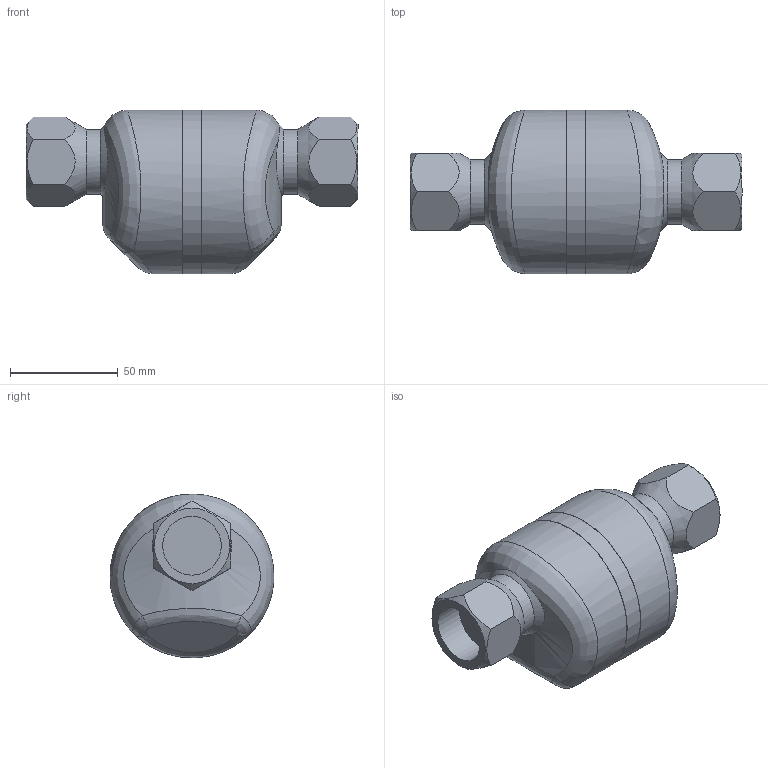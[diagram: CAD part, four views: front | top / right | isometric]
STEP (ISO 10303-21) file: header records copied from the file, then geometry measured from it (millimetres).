
FILE_DESCRIPTION((''),'2;1');
FILE_NAME('ss3v0-020-sw000-00.stp','2009-12-24T16:47:05',('nakaot'),(''),'Autodesk Inventor 2008','Autodesk Inventor 2008','');
FILE_SCHEMA(('AUTOMOTIVE_DESIGN { 1 0 10303 214 1 1 1 1 }'));
Length unit declared in the file: millimetre
Products named in the file (1): ss3v0-020-sw000-00
Bounding box: 154 x 76 x 76 mm (x, y, z)
Volume: 388872.2 mm3; surface area: 42630.7 mm2
Topology: 1 solids, 1 shells, 50 faces, 110 edges, 68 vertices
Faces by surface type: bspline 28, plane 12, cylinder 7, cone 3
Full cylindrical faces by diameter (mm): 27.2 x1, 30 x1, 60 x2, 76 x2
Entity records: 3909 total; most frequent: CARTESIAN_POINT 3042, ORIENTED_EDGE 182, DIRECTION 128, EDGE_CURVE 91, EDGE_LOOP 71, VERTEX_POINT 64, AXIS2_PLACEMENT_3D 58, FACE_OUTER_BOUND 50
